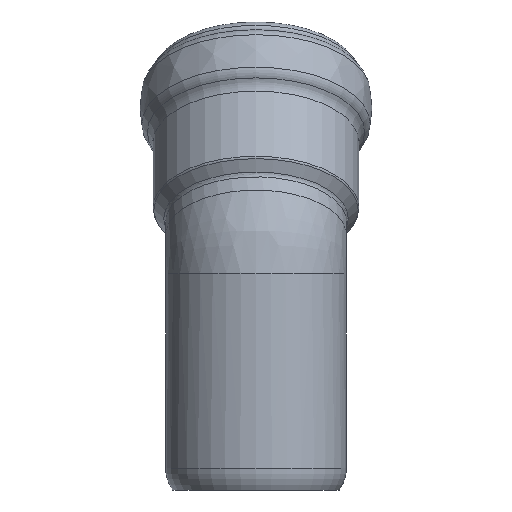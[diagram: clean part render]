
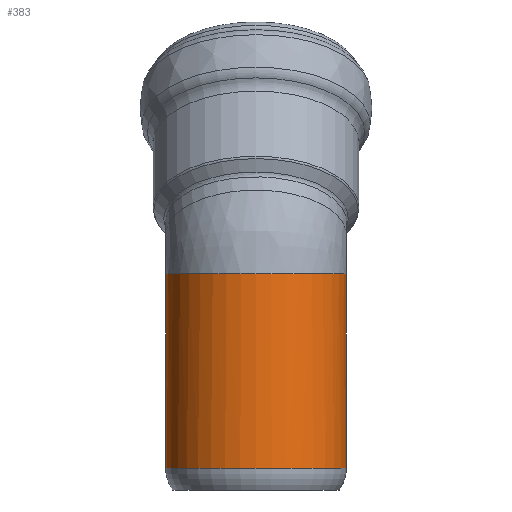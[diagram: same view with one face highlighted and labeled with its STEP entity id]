
A CAD part, left-side view. The second image highlights one B-rep face of the part: STEP entity #383.
In plain terms, the highlighted cylindrical face has radius 29 mm (diameter 58 mm), a full revolution.
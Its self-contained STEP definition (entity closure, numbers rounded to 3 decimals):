
#24=ELLIPSE('',#405,30.166,29.);
#32=CYLINDRICAL_SURFACE('',#448,29.);
#63=FACE_BOUND('',#154,.T.);
#95=FACE_OUTER_BOUND('',#153,.T.);
#153=EDGE_LOOP('',(#333));
#154=EDGE_LOOP('',(#334,#335));
#158=CIRCLE('',#389,29.);
#167=CIRCLE('',#406,29.);
#191=VERTEX_POINT('',#582);
#201=VERTEX_POINT('',#632);
#202=VERTEX_POINT('',#640);
#225=EDGE_CURVE('',#191,#191,#158,.T.);
#236=EDGE_CURVE('',#201,#202,#24,.T.);
#238=EDGE_CURVE('',#202,#201,#167,.T.);
#333=ORIENTED_EDGE('',*,*,#225,.T.);
#334=ORIENTED_EDGE('',*,*,#236,.F.);
#335=ORIENTED_EDGE('',*,*,#238,.F.);
#383=ADVANCED_FACE('',(#95,#63),#32,.T.);
#389=AXIS2_PLACEMENT_3D('',#583,#456,#457);
#405=AXIS2_PLACEMENT_3D('',#641,#488,#489);
#406=AXIS2_PLACEMENT_3D('',#676,#490,#491);
#448=AXIS2_PLACEMENT_3D('',#796,#574,#575);
#456=DIRECTION('center_axis',(0.,0.,1.));
#457=DIRECTION('ref_axis',(-1.,0.,0.));
#488=DIRECTION('center_axis',(0.275,0.,0.961));
#489=DIRECTION('ref_axis',(0.961,0.,-0.275));
#490=DIRECTION('center_axis',(0.,0.,1.));
#491=DIRECTION('ref_axis',(-1.,0.,0.));
#574=DIRECTION('center_axis',(0.,0.,1.));
#575=DIRECTION('ref_axis',(-1.,0.,0.));
#582=CARTESIAN_POINT('',(-29.,0.,7.));
#583=CARTESIAN_POINT('Origin',(0.,0.,7.));
#632=CARTESIAN_POINT('',(23.2,-17.4,69.355));
#640=CARTESIAN_POINT('',(23.2,17.4,69.355));
#641=CARTESIAN_POINT('Origin',(0.,0.,76.));
#676=CARTESIAN_POINT('Origin',(0.,0.,69.355));
#796=CARTESIAN_POINT('Origin',(0.,0.,0.));
